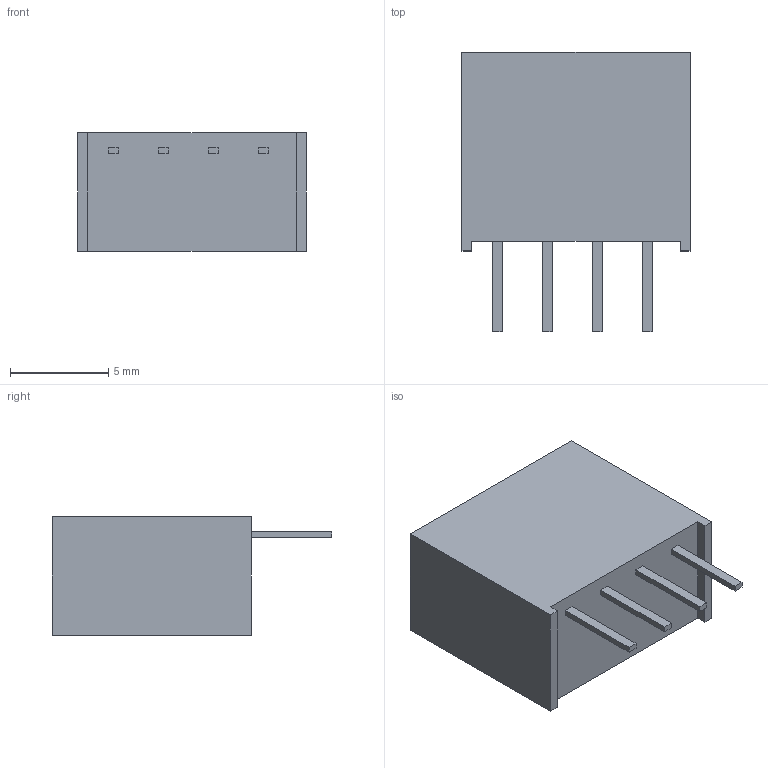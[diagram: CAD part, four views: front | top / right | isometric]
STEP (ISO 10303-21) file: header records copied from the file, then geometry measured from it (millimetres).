
FILE_DESCRIPTION((''),'2;1');
FILE_NAME('TEA1-0505_ASM','2019-09-10T',('Administrator'),(''),'PRO/ENGINEER BY PARAMETRIC TECHNOLOGY CORPORATION, 2011190','PRO/ENGINEER BY PARAMETRIC TECHNOLOGY CORPORATION, 2011190','');
FILE_SCHEMA(('CONFIG_CONTROL_DESIGN'));
Length unit declared in the file: millimetre
Products named in the file (2): TEA1-0505; TEA1-0505_ASM
Assembly tree (1 placements, depth 2):
  TEA1-0505_ASM
    TEA1-0505
Bounding box: 11.6 x 14.2 x 6 mm (x, y, z)
Volume: 673.9 mm3; surface area: 519.6 mm2
Topology: 1 solids, 1 shells, 30 faces, 72 edges, 48 vertices
Faces by surface type: plane 30
Entity records: 923 total; most frequent: CARTESIAN_POINT 153, ORIENTED_EDGE 144, DIRECTION 138, VECTOR 72, LINE 72, EDGE_CURVE 72, VERTEX_POINT 48, EDGE_LOOP 34
